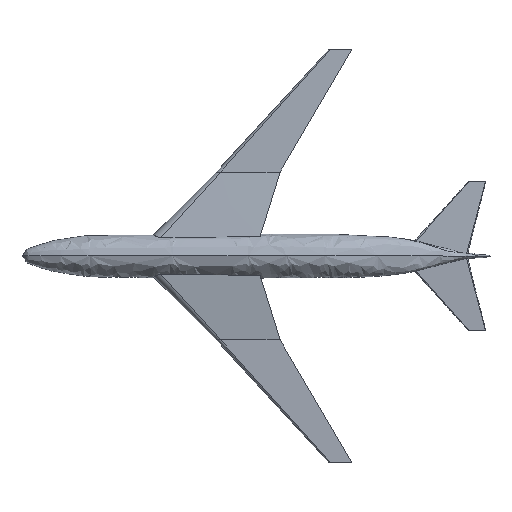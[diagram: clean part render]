
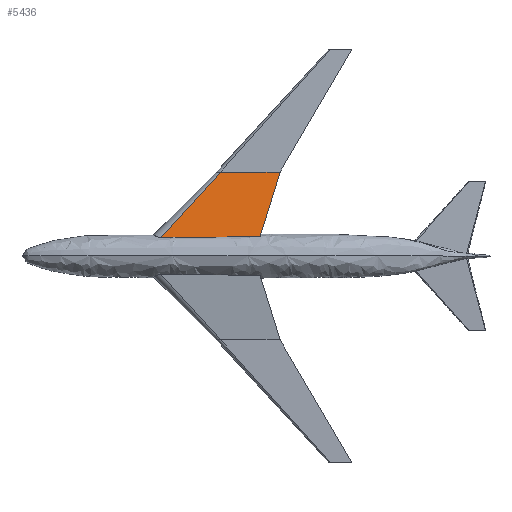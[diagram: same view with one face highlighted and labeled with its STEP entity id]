
A CAD part, top view. The second image highlights one B-rep face of the part: STEP entity #5436.
In plain terms, the highlighted free-form (B-spline) face has degree [3, 1] with [12, 2] control points.
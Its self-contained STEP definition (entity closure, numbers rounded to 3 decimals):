
#235 = CARTESIAN_POINT ( 'NONE',  ( 500.996, -163., -6.371 ) ) ;
#275 = ORIENTED_EDGE ( 'NONE', *, *, #4062, .F. ) ;
#289 = DIRECTION ( 'NONE',  ( 0.294, -0.949, 0.118 ) ) ;
#290 = CARTESIAN_POINT ( 'NONE',  ( 389.914, -36.916, -22.039 ) ) ;
#323 = CARTESIAN_POINT ( 'NONE',  ( 421.639, -163., -6.371 ) ) ;
#447 = ORIENTED_EDGE ( 'NONE', *, *, #4191, .T. ) ;
#463 = LINE ( 'NONE', #2020, #6581 ) ;
#762 = CARTESIAN_POINT ( 'NONE',  ( 305.745, -36.624, -22.039 ) ) ;
#908 = ORIENTED_EDGE ( 'NONE', *, *, #2775, .F. ) ;
#1113 = B_SPLINE_CURVE_WITH_KNOTS ( 'NONE', 3,
 ( #2447, #1472, #3537, #5651, #3978, #2525, #3500, #5098, #6194, #3465 ),
 .UNSPECIFIED., .F., .F.,
 ( 4, 2, 2, 2, 4 ),
 ( 0., 0.25, 0.5, 0.75, 1. ),
 .UNSPECIFIED. ) ;
#1270 = CARTESIAN_POINT ( 'NONE',  ( 395.186, -163., -6.371 ) ) ;
#1405 = EDGE_CURVE ( 'NONE', #2945, #3556, #4894, .T. ) ;
#1472 = CARTESIAN_POINT ( 'NONE',  ( 446.027, -37.194, -22.039 ) ) ;
#1545 = VERTEX_POINT ( 'NONE', #6230 ) ;
#1784 = CARTESIAN_POINT ( 'NONE',  ( 407.21, -163., -6.371 ) ) ;
#1847 = CARTESIAN_POINT ( 'NONE',  ( 472.139, -163., -6.371 ) ) ;
#1896 = CARTESIAN_POINT ( 'NONE',  ( 500.996, -163., -6.371 ) ) ;
#2020 = CARTESIAN_POINT ( 'NONE',  ( 327.622, -99.512, -14.205 ) ) ;
#2081 = ORIENTED_EDGE ( 'NONE', *, *, #1405, .T. ) ;
#2289 = CARTESIAN_POINT ( 'NONE',  ( 496.186, -163., -6.371 ) ) ;
#2350 = CARTESIAN_POINT ( 'NONE',  ( 369.873, -36.89, -22.039 ) ) ;
#2383 = CARTESIAN_POINT ( 'NONE',  ( 500.996, -163., -6.371 ) ) ;
#2447 = CARTESIAN_POINT ( 'NONE',  ( 462.059, -37.252, -22.039 ) ) ;
#2525 = CARTESIAN_POINT ( 'NONE',  ( 349.833, -36.859, -22.039 ) ) ;
#2775 = EDGE_CURVE ( 'NONE', #1545, #3556, #4430, .T. ) ;
#2864 = FACE_OUTER_BOUND ( 'NONE', #6215, .T. ) ;
#2897 = CARTESIAN_POINT ( 'NONE',  ( 269.677, -36.023, -22.039 ) ) ;
#2927 = CARTESIAN_POINT ( 'NONE',  ( 486.567, -163., -6.371 ) ) ;
#2945 = VERTEX_POINT ( 'NONE', #3988 ) ;
#2961 = CARTESIAN_POINT ( 'NONE',  ( 428.853, -163., -6.371 ) ) ;
#3074 = DIRECTION ( 'NONE',  ( -0.671, 0.736, -0.091 ) ) ;
#3465 = CARTESIAN_POINT ( 'NONE',  ( 269.677, -36.023, -22.039 ) ) ;
#3467 = CARTESIAN_POINT ( 'NONE',  ( 285.707, -36.336, -22.039 ) ) ;
#3500 = CARTESIAN_POINT ( 'NONE',  ( 333.8, -36.819, -22.039 ) ) ;
#3537 = CARTESIAN_POINT ( 'NONE',  ( 429.994, -37.088, -22.039 ) ) ;
#3556 = VERTEX_POINT ( 'NONE', #1896 ) ;
#3850 = CARTESIAN_POINT ( 'NONE',  ( 385.567, -163., -6.371 ) ) ;
#3946 = CARTESIAN_POINT ( 'NONE',  ( 457.71, -163., -6.371 ) ) ;
#3978 = CARTESIAN_POINT ( 'NONE',  ( 381.897, -36.906, -22.039 ) ) ;
#3988 = CARTESIAN_POINT ( 'NONE',  ( 462.059, -37.252, -22.039 ) ) ;
#4062 = EDGE_CURVE ( 'NONE', #2945, #6654, #1113, .T. ) ;
#4191 = EDGE_CURVE ( 'NONE', #1545, #6654, #463, .T. ) ;
#4390 = CARTESIAN_POINT ( 'NONE',  ( 436.067, -163., -6.371 ) ) ;
#4421 = CARTESIAN_POINT ( 'NONE',  ( 481.527, -100.126, -14.205 ) ) ;
#4422 = CARTESIAN_POINT ( 'NONE',  ( 329.792, -36.776, -22.039 ) ) ;
#4430 = LINE ( 'NONE', #235, #5387 ) ;
#4656 = CARTESIAN_POINT ( 'NONE',  ( 269.677, -36.023, -22.039 ) ) ;
#4801 = VECTOR ( 'NONE', #289, 1000. ) ;
#4894 = LINE ( 'NONE', #4421, #4801 ) ;
#4927 = CARTESIAN_POINT ( 'NONE',  ( 454.043, -37.223, -22.039 ) ) ;
#4960 = CARTESIAN_POINT ( 'NONE',  ( 438.01, -37.142, -22.039 ) ) ;
#5027 = CARTESIAN_POINT ( 'NONE',  ( 353.841, -36.863, -22.039 ) ) ;
#5058 = B_SPLINE_SURFACE_WITH_KNOTS ( 'NONE', 3, 1, ( 
 ( #2383, #5410 ),
 ( #2289, #4927 ),
 ( #2927, #4960 ),
 ( #1847, #5508 ),
 ( #3946, #290 ),
 ( #6432, #2350 ),
 ( #4390, #5027 ),
 ( #2961, #6494 ),
 ( #323, #4422 ),
 ( #1784, #762 ),
 ( #1270, #3467 ),
 ( #3850, #2897 ) ),
 .UNSPECIFIED., .F., .F., .F.,
 ( 4, 1, 1, 1, 1, 1, 1, 1, 1, 4 ),
 ( 2, 2 ),
 ( 0., 0.125, 0.25, 0.375, 0.5, 0.563, 0.625, 0.688, 0.75, 1. ),
 ( 0., 1. ),
 .UNSPECIFIED. ) ;
#5098 = CARTESIAN_POINT ( 'NONE',  ( 301.737, -36.567, -22.039 ) ) ;
#5387 = VECTOR ( 'NONE', #5484, 1000. ) ;
#5410 = CARTESIAN_POINT ( 'NONE',  ( 462.059, -37.252, -22.039 ) ) ;
#5436 = ADVANCED_FACE ( 'NONE', ( #2864 ), #5058, .T. ) ;
#5484 = DIRECTION ( 'NONE',  ( 1., 0., 0. ) ) ;
#5508 = CARTESIAN_POINT ( 'NONE',  ( 413.962, -37., -22.039 ) ) ;
#5651 = CARTESIAN_POINT ( 'NONE',  ( 397.93, -36.931, -22.039 ) ) ;
#6194 = CARTESIAN_POINT ( 'NONE',  ( 285.707, -36.336, -22.039 ) ) ;
#6215 = EDGE_LOOP ( 'NONE', ( #908, #447, #275, #2081 ) ) ;
#6230 = CARTESIAN_POINT ( 'NONE',  ( 385.567, -163., -6.371 ) ) ;
#6432 = CARTESIAN_POINT ( 'NONE',  ( 445.686, -163., -6.371 ) ) ;
#6494 = CARTESIAN_POINT ( 'NONE',  ( 341.817, -36.83, -22.039 ) ) ;
#6581 = VECTOR ( 'NONE', #3074, 1000. ) ;
#6654 = VERTEX_POINT ( 'NONE', #4656 ) ;
